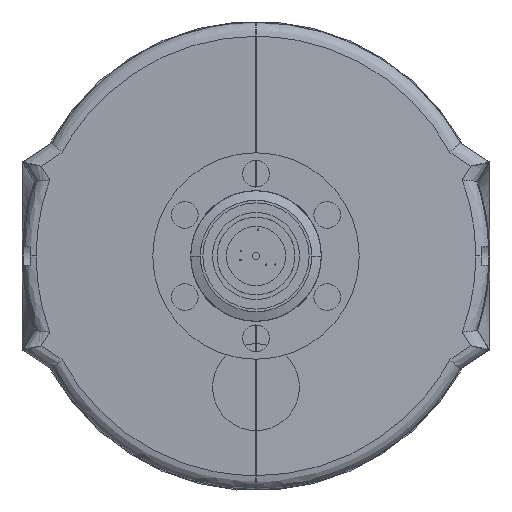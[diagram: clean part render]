
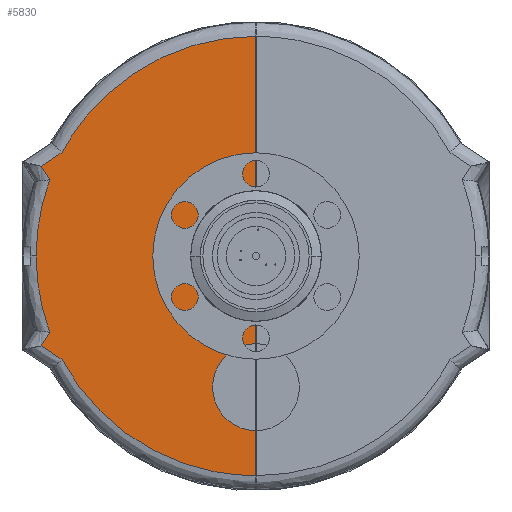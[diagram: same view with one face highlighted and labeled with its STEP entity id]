
A CAD part, front view. The second image highlights one B-rep face of the part: STEP entity #5830.
In plain terms, the highlighted planar face has unit normal (-0.018, -1, 0).
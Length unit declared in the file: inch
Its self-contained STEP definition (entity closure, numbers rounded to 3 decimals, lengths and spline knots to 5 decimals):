
#3926 = VERTEX_POINT ( 'NONE', #6044 ) ;
#4011 = VERTEX_POINT ( 'NONE', #6126 ) ;
#4039 = VERTEX_POINT ( 'NONE', #6154 ) ;
#4054 = VERTEX_POINT ( 'NONE', #13728 ) ;
#4062 = VERTEX_POINT ( 'NONE', #13736 ) ;
#4128 = VERTEX_POINT ( 'NONE', #13800 ) ;
#4144 = VERTEX_POINT ( 'NONE', #13816 ) ;
#4220 = VERTEX_POINT ( 'NONE', #13891 ) ;
#4223 = VERTEX_POINT ( 'NONE', #13894 ) ;
#4224 = VERTEX_POINT ( 'NONE', #9458 ) ;
#4377 = VERTEX_POINT ( 'NONE', #9644 ) ;
#5536 = FACE_OUTER_BOUND ( 'NONE', #15369, .T. ) ;
#5830 = ADVANCED_FACE ( 'NONE', ( #5536 ), #17628, .T. ) ;
#6044 = CARTESIAN_POINT ( 'NONE',  ( -1.38358, 1.21787, -0.57847 ) ) ;
#6126 = CARTESIAN_POINT ( 'NONE',  ( -1.24935, 1.21552, -0.66729 ) ) ;
#6154 = CARTESIAN_POINT ( 'NONE',  ( -1.41657, 1.21844, 0. ) ) ;
#6552 = LINE ( 'NONE', #8549, #7098 ) ;
#6915 = VECTOR ( 'NONE', #8560, 39.37008 ) ;
#7045 = LINE ( 'NONE', #8559, #6915 ) ;
#7098 = VECTOR ( 'NONE', #8556, 39.37008 ) ;
#8530 = CARTESIAN_POINT ( 'NONE',  ( -1.36526, 1.21755, 0.54934 ) ) ;
#8532 = CARTESIAN_POINT ( 'NONE',  ( -1.38358, 1.21787, 0.57847 ) ) ;
#8549 = CARTESIAN_POINT ( 'NONE',  ( 0., 1.19372, 1.505 ) ) ;
#8552 = CARTESIAN_POINT ( 'NONE',  ( -1.34694, 1.21723, 0.52021 ) ) ;
#8554 = CARTESIAN_POINT ( 'NONE',  ( -1.32862, 1.21691, 0.49107 ) ) ;
#8556 = DIRECTION ( 'NONE',  ( 0., 0., -1. ) ) ;
#8559 = CARTESIAN_POINT ( 'NONE',  ( 0., 1.19372, 1.505 ) ) ;
#8560 = DIRECTION ( 'NONE',  ( 0., 0., -1. ) ) ;
#8561 = CARTESIAN_POINT ( 'NONE',  ( -1.38358, 1.21787, -0.57847 ) ) ;
#8564 = CARTESIAN_POINT ( 'NONE',  ( -1.33883, 1.21709, -0.60808 ) ) ;
#8570 = CARTESIAN_POINT ( 'NONE',  ( -1.32862, 1.21691, -0.49107 ) ) ;
#8573 = CARTESIAN_POINT ( 'NONE',  ( -1.29409, 1.2163, -0.63768 ) ) ;
#8575 = CARTESIAN_POINT ( 'NONE',  ( -1.24935, 1.21552, -0.66729 ) ) ;
#8587 = CARTESIAN_POINT ( 'NONE',  ( -1.34694, 1.21723, -0.52021 ) ) ;
#8613 = CARTESIAN_POINT ( 'NONE',  ( -1.36526, 1.21755, -0.54934 ) ) ;
#8615 = CARTESIAN_POINT ( 'NONE',  ( -1.38358, 1.21787, -0.57847 ) ) ;
#8643 = CARTESIAN_POINT ( 'NONE',  ( -1.41657, 1.21844, 0. ) ) ;
#8646 = CARTESIAN_POINT ( 'NONE',  ( -1.41657, 1.21844, -0.16805 ) ) ;
#8667 = CARTESIAN_POINT ( 'NONE',  ( -1.38695, 1.21793, -0.33347 ) ) ;
#8669 = CARTESIAN_POINT ( 'NONE',  ( -1.32862, 1.21691, -0.49107 ) ) ;
#8967 = CARTESIAN_POINT ( 'NONE',  ( 0., 1.19372, -0.375 ) ) ;
#8968 = CARTESIAN_POINT ( 'NONE',  ( -0.75, 1.20681, -0.375 ) ) ;
#8973 = CARTESIAN_POINT ( 'NONE',  ( -0.75, 1.20681, 0.375 ) ) ;
#8974 = CARTESIAN_POINT ( 'NONE',  ( 0., 1.19372, 0.375 ) ) ;
#9458 = CARTESIAN_POINT ( 'NONE',  ( -1.24935, 1.21552, 0.66729 ) ) ;
#9644 = CARTESIAN_POINT ( 'NONE',  ( 0., 1.19372, 1.415 ) ) ;
#11103 = EDGE_CURVE ( 'NONE', #4223, #4062, #20226, .T. ) ;
#11104 = EDGE_CURVE ( 'NONE', #4377, #4220, #6552, .T. ) ;
#11105 = EDGE_CURVE ( 'NONE', #4128, #4054, #7045, .T. ) ;
#11107 = EDGE_CURVE ( 'NONE', #3926, #4011, #20222, .T. ) ;
#11110 = EDGE_CURVE ( 'NONE', #4144, #3926, #20264, .T. ) ;
#11113 = EDGE_CURVE ( 'NONE', #4039, #4144, #20314, .T. ) ;
#11180 = EDGE_CURVE ( 'NONE', #4128, #4220, #20323, .T. ) ;
#11220 = EDGE_CURVE ( 'NONE', #4011, #4054, #20215, .T. ) ;
#11226 = EDGE_CURVE ( 'NONE', #4224, #4223, #20168, .T. ) ;
#11230 = EDGE_CURVE ( 'NONE', #4377, #4224, #20081, .T. ) ;
#11239 = EDGE_CURVE ( 'NONE', #4062, #4039, #20089, .T. ) ;
#12328 = AXIS2_PLACEMENT_3D ( 'NONE', #17626, #17630, #17631 ) ;
#13728 = CARTESIAN_POINT ( 'NONE',  ( 0., 1.19372, -1.415 ) ) ;
#13736 = CARTESIAN_POINT ( 'NONE',  ( -1.32862, 1.21691, 0.49107 ) ) ;
#13800 = CARTESIAN_POINT ( 'NONE',  ( 0., 1.19372, -0.375 ) ) ;
#13816 = CARTESIAN_POINT ( 'NONE',  ( -1.32862, 1.21691, -0.49107 ) ) ;
#13891 = CARTESIAN_POINT ( 'NONE',  ( 0., 1.19372, 0.375 ) ) ;
#13894 = CARTESIAN_POINT ( 'NONE',  ( -1.38358, 1.21787, 0.57847 ) ) ;
#15369 = EDGE_LOOP ( 'NONE', ( #16660, #17033, #17343, #16544, #16797, #16950, #16687, #16750, #16689, #17538, #17058 ) ) ;
#16544 = ORIENTED_EDGE ( 'NONE', *, *, #11180, .T. ) ;
#16660 = ORIENTED_EDGE ( 'NONE', *, *, #11107, .T. ) ;
#16687 = ORIENTED_EDGE ( 'NONE', *, *, #11226, .T. ) ;
#16689 = ORIENTED_EDGE ( 'NONE', *, *, #11239, .T. ) ;
#16750 = ORIENTED_EDGE ( 'NONE', *, *, #11103, .T. ) ;
#16797 = ORIENTED_EDGE ( 'NONE', *, *, #11104, .F. ) ;
#16950 = ORIENTED_EDGE ( 'NONE', *, *, #11230, .T. ) ;
#17033 = ORIENTED_EDGE ( 'NONE', *, *, #11220, .T. ) ;
#17058 = ORIENTED_EDGE ( 'NONE', *, *, #11110, .T. ) ;
#17343 = ORIENTED_EDGE ( 'NONE', *, *, #11105, .F. ) ;
#17538 = ORIENTED_EDGE ( 'NONE', *, *, #11113, .T. ) ;
#17626 = CARTESIAN_POINT ( 'NONE',  ( 0., 1.19372, 1.505 ) ) ;
#17628 = PLANE ( 'NONE',  #12328 ) ;
#17630 = DIRECTION ( 'NONE',  ( -0.017, -1., 0. ) ) ;
#17631 = DIRECTION ( 'NONE',  ( -1., 0.017, 0. ) ) ;
#20081 =( BOUNDED_CURVE ( )  B_SPLINE_CURVE ( 3, ( #22774, #22775, #22780, #22781 ),
 .UNSPECIFIED., .F., .F. ) 
 B_SPLINE_CURVE_WITH_KNOTS ( ( 4, 4 ),
 ( 4.71128, 5.7921 ),
 .UNSPECIFIED. ) 
 CURVE ( )  GEOMETRIC_REPRESENTATION_ITEM ( )  RATIONAL_B_SPLINE_CURVE ( ( 1., 0.905, 0.905, 1. ) ) 
 REPRESENTATION_ITEM ( '' )  );
#20089 =( BOUNDED_CURVE ( )  B_SPLINE_CURVE ( 3, ( #22808, #22826, #22831, #22832 ),
 .UNSPECIFIED., .F., .F. ) 
 B_SPLINE_CURVE_WITH_KNOTS ( ( 4, 4 ),
 ( 5.92876, 6.28319 ),
 .UNSPECIFIED. ) 
 CURVE ( )  GEOMETRIC_REPRESENTATION_ITEM ( )  RATIONAL_B_SPLINE_CURVE ( ( 1., 0.99, 0.99, 1. ) ) 
 REPRESENTATION_ITEM ( '' )  );
#20168 = B_SPLINE_CURVE_WITH_KNOTS ( 'NONE', 3,
 ( #22746, #22745, #22751, #22752 ),
 .UNSPECIFIED., .F., .F.,
 ( 4, 4 ),
 ( 0., 0.00409 ),
 .UNSPECIFIED. ) ;
#20215 =( BOUNDED_CURVE ( )  B_SPLINE_CURVE ( 3, ( #22706, #22705, #22711, #22712 ),
 .UNSPECIFIED., .F., .F. ) 
 B_SPLINE_CURVE_WITH_KNOTS ( ( 4, 4 ),
 ( 0.49109, 1.57191 ),
 .UNSPECIFIED. ) 
 CURVE ( )  GEOMETRIC_REPRESENTATION_ITEM ( )  RATIONAL_B_SPLINE_CURVE ( ( 1., 0.905, 0.905, 1. ) ) 
 REPRESENTATION_ITEM ( '' )  );
#20222 = B_SPLINE_CURVE_WITH_KNOTS ( 'NONE', 3,
 ( #8561, #8564, #8573, #8575 ),
 .UNSPECIFIED., .F., .F.,
 ( 4, 4 ),
 ( 0., 0.00409 ),
 .UNSPECIFIED. ) ;
#20226 = B_SPLINE_CURVE_WITH_KNOTS ( 'NONE', 3,
 ( #8532, #8530, #8552, #8554 ),
 .UNSPECIFIED., .F., .F.,
 ( 4, 4 ),
 ( 0., 0.00262 ),
 .UNSPECIFIED. ) ;
#20264 = B_SPLINE_CURVE_WITH_KNOTS ( 'NONE', 3,
 ( #8570, #8587, #8613, #8615 ),
 .UNSPECIFIED., .F., .F.,
 ( 4, 4 ),
 ( 0., 0.00262 ),
 .UNSPECIFIED. ) ;
#20314 =( BOUNDED_CURVE ( )  B_SPLINE_CURVE ( 3, ( #8643, #8646, #8667, #8669 ),
 .UNSPECIFIED., .F., .F. ) 
 B_SPLINE_CURVE_WITH_KNOTS ( ( 4, 4 ),
 ( 0., 0.35442 ),
 .UNSPECIFIED. ) 
 CURVE ( )  GEOMETRIC_REPRESENTATION_ITEM ( )  RATIONAL_B_SPLINE_CURVE ( ( 1., 0.99, 0.99, 1. ) ) 
 REPRESENTATION_ITEM ( '' )  );
#20323 =( BOUNDED_CURVE ( )  B_SPLINE_CURVE ( 3, ( #8967, #8968, #8973, #8974 ),
 .UNSPECIFIED., .F., .F. ) 
 B_SPLINE_CURVE_WITH_KNOTS ( ( 4, 4 ),
 ( 4.71239, 7.85398 ),
 .UNSPECIFIED. ) 
 CURVE ( )  GEOMETRIC_REPRESENTATION_ITEM ( )  RATIONAL_B_SPLINE_CURVE ( ( 1., 0.333, 0.333, 1. ) ) 
 REPRESENTATION_ITEM ( '' )  );
#22705 = CARTESIAN_POINT ( 'NONE',  ( -0.99645, 1.21111, -1.1402 ) ) ;
#22706 = CARTESIAN_POINT ( 'NONE',  ( -1.24935, 1.21552, -0.66729 ) ) ;
#22711 = CARTESIAN_POINT ( 'NONE',  ( -0.53628, 1.20308, -1.41559 ) ) ;
#22712 = CARTESIAN_POINT ( 'NONE',  ( 0., 1.19372, -1.415 ) ) ;
#22745 = CARTESIAN_POINT ( 'NONE',  ( -1.29409, 1.2163, 0.63768 ) ) ;
#22746 = CARTESIAN_POINT ( 'NONE',  ( -1.24935, 1.21552, 0.66729 ) ) ;
#22751 = CARTESIAN_POINT ( 'NONE',  ( -1.33883, 1.21709, 0.60808 ) ) ;
#22752 = CARTESIAN_POINT ( 'NONE',  ( -1.38358, 1.21787, 0.57847 ) ) ;
#22774 = CARTESIAN_POINT ( 'NONE',  ( 0., 1.19372, 1.415 ) ) ;
#22775 = CARTESIAN_POINT ( 'NONE',  ( -0.53628, 1.20308, 1.41559 ) ) ;
#22780 = CARTESIAN_POINT ( 'NONE',  ( -0.99645, 1.21111, 1.1402 ) ) ;
#22781 = CARTESIAN_POINT ( 'NONE',  ( -1.24935, 1.21552, 0.66729 ) ) ;
#22808 = CARTESIAN_POINT ( 'NONE',  ( -1.32862, 1.21691, 0.49107 ) ) ;
#22826 = CARTESIAN_POINT ( 'NONE',  ( -1.38695, 1.21793, 0.33347 ) ) ;
#22831 = CARTESIAN_POINT ( 'NONE',  ( -1.41657, 1.21844, 0.16805 ) ) ;
#22832 = CARTESIAN_POINT ( 'NONE',  ( -1.41657, 1.21844, 0. ) ) ;
